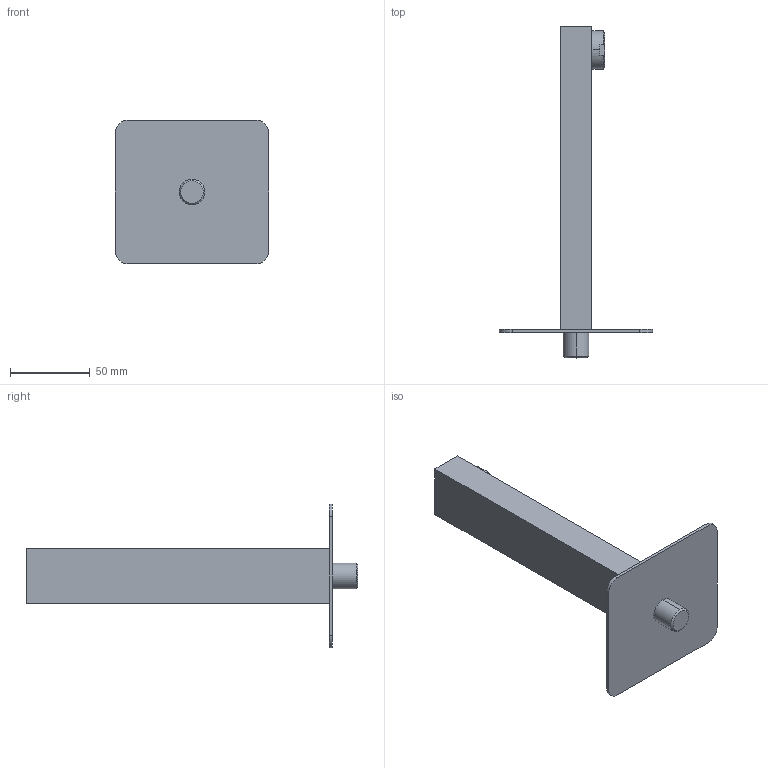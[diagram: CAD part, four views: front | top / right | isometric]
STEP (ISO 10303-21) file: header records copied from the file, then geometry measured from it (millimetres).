
FILE_DESCRIPTION (( 'STEP AP203' ), '1' );
FILE_NAME ('84PZ208RQ (äóø).STEP', '2019-12-09T11:53:11', ( '' ), ( '' ), 'SwSTEP 2.0', 'SolidWorks 2019', '' );
FILE_SCHEMA (( 'CONFIG_CONTROL_DESIGN' ));
Length unit declared in the file: millimetre
Products named in the file (1): 84PZ208RQ (äóø)
Bounding box: 96 x 208 x 90 mm (x, y, z)
Volume: 156899.1 mm3; surface area: 40135.6 mm2
Topology: 1 solids, 1 shells, 33 faces, 78 edges, 50 vertices
Faces by surface type: plane 21, cylinder 8, cone 4
Entity records: 1029 total; most frequent: CARTESIAN_POINT 174, DIRECTION 166, ORIENTED_EDGE 156, EDGE_CURVE 78, AXIS2_PLACEMENT_3D 58, LINE 50, VECTOR 50, VERTEX_POINT 50
